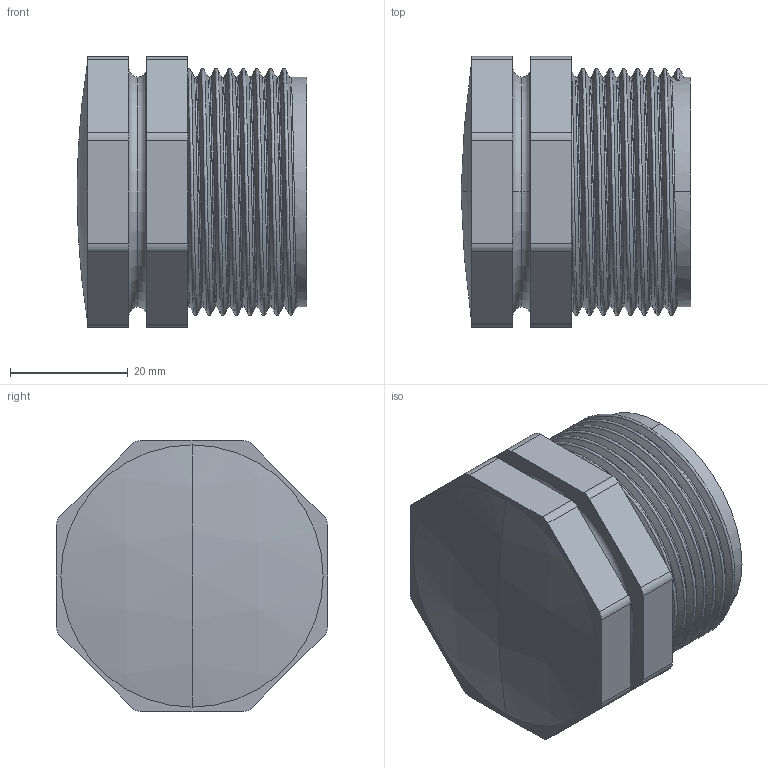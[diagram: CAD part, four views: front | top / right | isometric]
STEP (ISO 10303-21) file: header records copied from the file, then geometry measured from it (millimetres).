
FILE_DESCRIPTION (( 'STEP AP203' ), '1' );
FILE_NAME ('00200_0909.STEP', '2017-05-12T14:40:56', ( '' ), ( '' ), 'SwSTEP 2.0', 'SolidWorks 2011', '' );
FILE_SCHEMA (( 'CONFIG_CONTROL_DESIGN' ));
Length unit declared in the file: millimetre
Products named in the file (1): 00200_0909
Bounding box: 39 x 46 x 46 mm (x, y, z)
Volume: 31328.1 mm3; surface area: 14101.9 mm2
Topology: 1 solids, 1 shells, 75 faces, 197 edges, 129 vertices
Faces by surface type: cylinder 35, plane 22, torus 9, bspline 5, sphere 2, cone 2
Entity records: 6180 total; most frequent: CARTESIAN_POINT 4340, ORIENTED_EDGE 394, DIRECTION 355, EDGE_CURVE 197, AXIS2_PLACEMENT_3D 135, VERTEX_POINT 129, VECTOR 85, LINE 85
